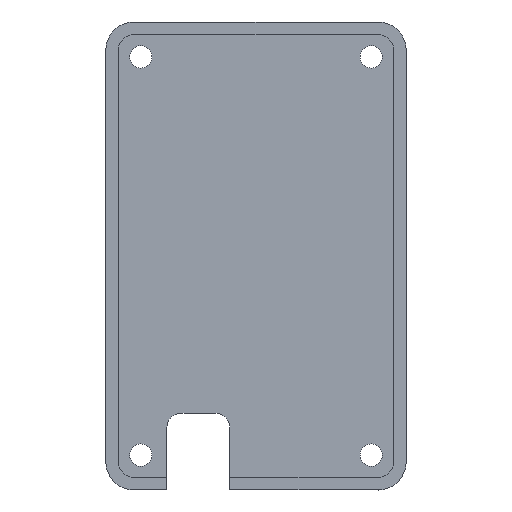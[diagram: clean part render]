
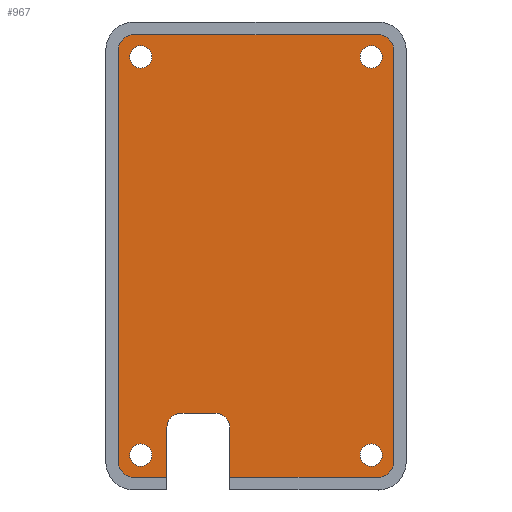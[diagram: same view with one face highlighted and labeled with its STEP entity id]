
A CAD part, top view. The second image highlights one B-rep face of the part: STEP entity #967.
In plain terms, the highlighted planar face has unit normal (0, 0, 1).
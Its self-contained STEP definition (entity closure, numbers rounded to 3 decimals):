
#529 = VERTEX_POINT('',#530);
#530 = CARTESIAN_POINT('',(-3.75,-31.7,0.5));
#536 = EDGE_CURVE('',#537,#529,#539,.T.);
#537 = VERTEX_POINT('',#538);
#538 = CARTESIAN_POINT('',(-3.75,-24.5,0.5));
#539 = LINE('',#540,#541);
#540 = CARTESIAN_POINT('',(-3.75,-16.75,0.5));
#541 = VECTOR('',#542,1.);
#542 = DIRECTION('',(0.,-1.,0.));
#560 = VERTEX_POINT('',#561);
#561 = CARTESIAN_POINT('',(-5.75,-22.5,0.5));
#567 = EDGE_CURVE('',#560,#537,#568,.T.);
#568 = CIRCLE('',#569,2.);
#569 = AXIS2_PLACEMENT_3D('',#570,#571,#572);
#570 = CARTESIAN_POINT('',(-5.75,-24.5,0.5));
#571 = DIRECTION('',(0.,0.,-1.));
#572 = DIRECTION('',(1.,0.,0.));
#585 = EDGE_CURVE('',#586,#560,#588,.T.);
#586 = VERTEX_POINT('',#587);
#587 = CARTESIAN_POINT('',(-10.75,-22.5,0.5));
#588 = LINE('',#589,#590);
#589 = CARTESIAN_POINT('',(-2.875,-22.5,0.5));
#590 = VECTOR('',#591,1.);
#591 = DIRECTION('',(1.,0.,-0.));
#609 = VERTEX_POINT('',#610);
#610 = CARTESIAN_POINT('',(-12.75,-24.5,0.5));
#616 = EDGE_CURVE('',#609,#586,#617,.T.);
#617 = CIRCLE('',#618,2.);
#618 = AXIS2_PLACEMENT_3D('',#619,#620,#621);
#619 = CARTESIAN_POINT('',(-10.75,-24.5,0.5));
#620 = DIRECTION('',(0.,0.,-1.));
#621 = DIRECTION('',(1.,0.,0.));
#634 = EDGE_CURVE('',#635,#609,#637,.T.);
#635 = VERTEX_POINT('',#636);
#636 = CARTESIAN_POINT('',(-12.75,-31.7,0.5));
#637 = LINE('',#638,#639);
#638 = CARTESIAN_POINT('',(-12.75,-12.25,0.5));
#639 = VECTOR('',#640,1.);
#640 = DIRECTION('',(-0.,1.,0.));
#658 = EDGE_CURVE('',#659,#659,#661,.T.);
#659 = VERTEX_POINT('',#660);
#660 = CARTESIAN_POINT('',(-14.9,-28.5,0.5));
#661 = CIRCLE('',#662,1.6);
#662 = AXIS2_PLACEMENT_3D('',#663,#664,#665);
#663 = CARTESIAN_POINT('',(-16.5,-28.5,0.5));
#664 = DIRECTION('',(0.,0.,1.));
#665 = DIRECTION('',(1.,0.,0.));
#683 = EDGE_CURVE('',#684,#684,#686,.T.);
#684 = VERTEX_POINT('',#685);
#685 = CARTESIAN_POINT('',(18.1,-28.5,0.5));
#686 = CIRCLE('',#687,1.6);
#687 = AXIS2_PLACEMENT_3D('',#688,#689,#690);
#688 = CARTESIAN_POINT('',(16.5,-28.5,0.5));
#689 = DIRECTION('',(0.,0.,1.));
#690 = DIRECTION('',(1.,0.,0.));
#708 = EDGE_CURVE('',#709,#709,#711,.T.);
#709 = VERTEX_POINT('',#710);
#710 = CARTESIAN_POINT('',(-14.9,28.5,0.5));
#711 = CIRCLE('',#712,1.6);
#712 = AXIS2_PLACEMENT_3D('',#713,#714,#715);
#713 = CARTESIAN_POINT('',(-16.5,28.5,0.5));
#714 = DIRECTION('',(0.,0.,1.));
#715 = DIRECTION('',(1.,0.,0.));
#733 = EDGE_CURVE('',#734,#734,#736,.T.);
#734 = VERTEX_POINT('',#735);
#735 = CARTESIAN_POINT('',(18.1,28.5,0.5));
#736 = CIRCLE('',#737,1.6);
#737 = AXIS2_PLACEMENT_3D('',#738,#739,#740);
#738 = CARTESIAN_POINT('',(16.5,28.5,0.5));
#739 = DIRECTION('',(0.,0.,1.));
#740 = DIRECTION('',(1.,0.,0.));
#760 = VERTEX_POINT('',#761);
#761 = CARTESIAN_POINT('',(17.5,-31.7,0.5));
#767 = EDGE_CURVE('',#760,#529,#768,.T.);
#768 = LINE('',#769,#770);
#769 = CARTESIAN_POINT('',(17.5,-31.7,0.5));
#770 = VECTOR('',#771,1.);
#771 = DIRECTION('',(-1.,0.,0.));
#783 = EDGE_CURVE('',#760,#784,#786,.T.);
#784 = VERTEX_POINT('',#785);
#785 = CARTESIAN_POINT('',(19.7,-29.5,0.5));
#786 = CIRCLE('',#787,2.2);
#787 = AXIS2_PLACEMENT_3D('',#788,#789,#790);
#788 = CARTESIAN_POINT('',(17.5,-29.5,0.5));
#789 = DIRECTION('',(0.,0.,1.));
#790 = DIRECTION('',(-1.,0.,0.));
#808 = VERTEX_POINT('',#809);
#809 = CARTESIAN_POINT('',(19.7,29.5,0.5));
#815 = EDGE_CURVE('',#808,#784,#816,.T.);
#816 = LINE('',#817,#818);
#817 = CARTESIAN_POINT('',(19.7,29.5,0.5));
#818 = VECTOR('',#819,1.);
#819 = DIRECTION('',(0.,-1.,0.));
#832 = EDGE_CURVE('',#808,#833,#835,.T.);
#833 = VERTEX_POINT('',#834);
#834 = CARTESIAN_POINT('',(17.5,31.7,0.5));
#835 = CIRCLE('',#836,2.2);
#836 = AXIS2_PLACEMENT_3D('',#837,#838,#839);
#837 = CARTESIAN_POINT('',(17.5,29.5,0.5));
#838 = DIRECTION('',(0.,0.,1.));
#839 = DIRECTION('',(-1.,0.,0.));
#857 = VERTEX_POINT('',#858);
#858 = CARTESIAN_POINT('',(-17.5,31.7,0.5));
#864 = EDGE_CURVE('',#857,#833,#865,.T.);
#865 = LINE('',#866,#867);
#866 = CARTESIAN_POINT('',(-17.5,31.7,0.5));
#867 = VECTOR('',#868,1.);
#868 = DIRECTION('',(1.,0.,0.));
#881 = EDGE_CURVE('',#857,#882,#884,.T.);
#882 = VERTEX_POINT('',#883);
#883 = CARTESIAN_POINT('',(-19.7,29.5,0.5));
#884 = CIRCLE('',#885,2.2);
#885 = AXIS2_PLACEMENT_3D('',#886,#887,#888);
#886 = CARTESIAN_POINT('',(-17.5,29.5,0.5));
#887 = DIRECTION('',(0.,0.,1.));
#888 = DIRECTION('',(-1.,0.,0.));
#906 = VERTEX_POINT('',#907);
#907 = CARTESIAN_POINT('',(-19.7,-29.5,0.5));
#913 = EDGE_CURVE('',#906,#882,#914,.T.);
#914 = LINE('',#915,#916);
#915 = CARTESIAN_POINT('',(-19.7,-29.5,0.5));
#916 = VECTOR('',#917,1.);
#917 = DIRECTION('',(0.,1.,0.));
#930 = EDGE_CURVE('',#906,#931,#933,.T.);
#931 = VERTEX_POINT('',#932);
#932 = CARTESIAN_POINT('',(-17.5,-31.7,0.5));
#933 = CIRCLE('',#934,2.2);
#934 = AXIS2_PLACEMENT_3D('',#935,#936,#937);
#935 = CARTESIAN_POINT('',(-17.5,-29.5,0.5));
#936 = DIRECTION('',(0.,0.,1.));
#937 = DIRECTION('',(-1.,0.,0.));
#956 = EDGE_CURVE('',#635,#931,#957,.T.);
#957 = LINE('',#958,#959);
#958 = CARTESIAN_POINT('',(17.5,-31.7,0.5));
#959 = VECTOR('',#960,1.);
#960 = DIRECTION('',(-1.,0.,0.));
#967 = ADVANCED_FACE('',(#968,#984,#987,#990,#993),#996,.T.);
#968 = FACE_BOUND('',#969,.T.);
#969 = EDGE_LOOP('',(#970,#971,#972,#973,#974,#975,#976,#977,#978,#979,
    #980,#981,#982,#983));
#970 = ORIENTED_EDGE('',*,*,#815,.F.);
#971 = ORIENTED_EDGE('',*,*,#832,.T.);
#972 = ORIENTED_EDGE('',*,*,#864,.F.);
#973 = ORIENTED_EDGE('',*,*,#881,.T.);
#974 = ORIENTED_EDGE('',*,*,#913,.F.);
#975 = ORIENTED_EDGE('',*,*,#930,.T.);
#976 = ORIENTED_EDGE('',*,*,#956,.F.);
#977 = ORIENTED_EDGE('',*,*,#634,.T.);
#978 = ORIENTED_EDGE('',*,*,#616,.T.);
#979 = ORIENTED_EDGE('',*,*,#585,.T.);
#980 = ORIENTED_EDGE('',*,*,#567,.T.);
#981 = ORIENTED_EDGE('',*,*,#536,.T.);
#982 = ORIENTED_EDGE('',*,*,#767,.F.);
#983 = ORIENTED_EDGE('',*,*,#783,.T.);
#984 = FACE_BOUND('',#985,.T.);
#985 = EDGE_LOOP('',(#986));
#986 = ORIENTED_EDGE('',*,*,#683,.F.);
#987 = FACE_BOUND('',#988,.T.);
#988 = EDGE_LOOP('',(#989));
#989 = ORIENTED_EDGE('',*,*,#733,.F.);
#990 = FACE_BOUND('',#991,.T.);
#991 = EDGE_LOOP('',(#992));
#992 = ORIENTED_EDGE('',*,*,#658,.F.);
#993 = FACE_BOUND('',#994,.T.);
#994 = EDGE_LOOP('',(#995));
#995 = ORIENTED_EDGE('',*,*,#708,.F.);
#996 = PLANE('',#997);
#997 = AXIS2_PLACEMENT_3D('',#998,#999,#1000);
#998 = CARTESIAN_POINT('',(0.,0.,0.5));
#999 = DIRECTION('',(0.,0.,1.));
#1000 = DIRECTION('',(0.,1.,0.));
